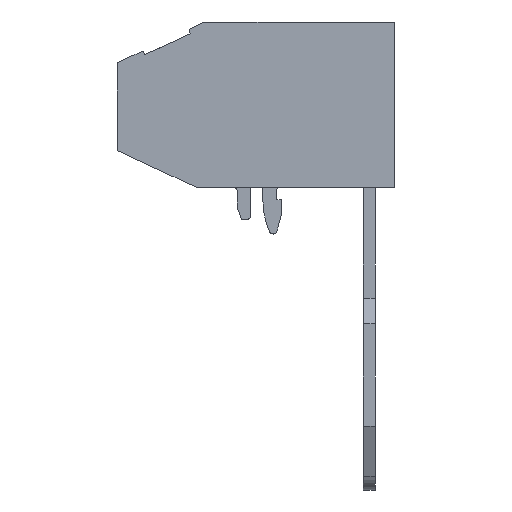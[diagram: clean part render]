
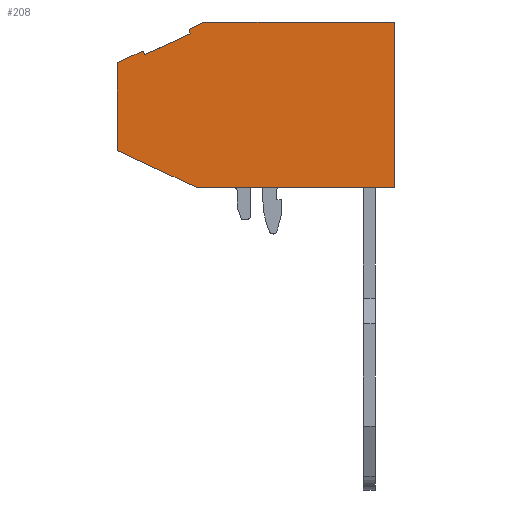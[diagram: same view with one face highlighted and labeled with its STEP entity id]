
A CAD part, left-side view. The second image highlights one B-rep face of the part: STEP entity #208.
In plain terms, the highlighted planar face has unit normal (-1, 0, 0).
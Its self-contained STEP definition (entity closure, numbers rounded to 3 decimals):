
#117=AXIS2_PLACEMENT_3D('Plane Axis2P3D',#114,#115,#116) ;
#163=AXIS2_PLACEMENT_3D('Circle Axis2P3D',#161,#162,$) ;
#191=AXIS2_PLACEMENT_3D('Circle Axis2P3D',#189,#190,$) ;
#65=CARTESIAN_POINT('Vertex',(0.675,34.7,42.5)) ;
#70=CARTESIAN_POINT('Line Origine',(0.675,34.7,48.)) ;
#74=CARTESIAN_POINT('Vertex',(0.675,34.7,53.5)) ;
#114=CARTESIAN_POINT('Axis2P3D Location',(0.675,0.,48.)) ;
#119=CARTESIAN_POINT('Line Origine',(0.675,33.214,54.193)) ;
#123=CARTESIAN_POINT('Vertex',(0.675,31.728,54.886)) ;
#126=CARTESIAN_POINT('Line Origine',(0.675,29.768,40.2)) ;
#130=CARTESIAN_POINT('Vertex',(0.675,24.835,37.9)) ;
#133=CARTESIAN_POINT('Line Origine',(0.675,12.418,37.9)) ;
#137=CARTESIAN_POINT('Vertex',(0.675,0.,37.9)) ;
#140=CARTESIAN_POINT('Line Origine',(0.675,0.,48.25)) ;
#144=CARTESIAN_POINT('Vertex',(0.675,0.,58.6)) ;
#147=CARTESIAN_POINT('Line Origine',(0.675,11.882,58.6)) ;
#151=CARTESIAN_POINT('Vertex',(0.675,23.763,58.6)) ;
#154=CARTESIAN_POINT('Line Origine',(0.675,24.664,58.18)) ;
#158=CARTESIAN_POINT('Vertex',(0.675,25.565,57.76)) ;
#161=CARTESIAN_POINT('Axis2P3D Location',(0.675,25.459,57.533)) ;
#165=CARTESIAN_POINT('Vertex',(0.675,25.686,57.427)) ;
#168=CARTESIAN_POINT('Line Origine',(0.675,25.623,57.291)) ;
#172=CARTESIAN_POINT('Vertex',(0.675,25.559,57.156)) ;
#175=CARTESIAN_POINT('Line Origine',(0.675,28.414,55.824)) ;
#179=CARTESIAN_POINT('Vertex',(0.675,31.269,54.493)) ;
#182=CARTESIAN_POINT('Line Origine',(0.675,31.332,54.629)) ;
#186=CARTESIAN_POINT('Vertex',(0.675,31.396,54.765)) ;
#189=CARTESIAN_POINT('Axis2P3D Location',(0.675,31.622,54.659)) ;
#71=DIRECTION('Vector Direction',(0.,0.,1.)) ;
#115=DIRECTION('Axis2P3D Direction',(1.,0.,0.)) ;
#116=DIRECTION('Axis2P3D XDirection',(0.,0.,-1.)) ;
#120=DIRECTION('Vector Direction',(0.,0.906,-0.423)) ;
#127=DIRECTION('Vector Direction',(0.,0.906,0.423)) ;
#134=DIRECTION('Vector Direction',(0.,-1.,0.)) ;
#141=DIRECTION('Vector Direction',(0.,0.,-1.)) ;
#148=DIRECTION('Vector Direction',(0.,-1.,0.)) ;
#155=DIRECTION('Vector Direction',(0.,0.906,-0.423)) ;
#162=DIRECTION('Axis2P3D Direction',(1.,0.,0.)) ;
#169=DIRECTION('Vector Direction',(0.,0.423,0.906)) ;
#176=DIRECTION('Vector Direction',(0.,-0.906,0.423)) ;
#183=DIRECTION('Vector Direction',(0.,-0.423,-0.906)) ;
#190=DIRECTION('Axis2P3D Direction',(1.,0.,0.)) ;
#72=VECTOR('Line Direction',#71,1.) ;
#121=VECTOR('Line Direction',#120,1.) ;
#128=VECTOR('Line Direction',#127,1.) ;
#135=VECTOR('Line Direction',#134,1.) ;
#142=VECTOR('Line Direction',#141,1.) ;
#149=VECTOR('Line Direction',#148,1.) ;
#156=VECTOR('Line Direction',#155,1.) ;
#170=VECTOR('Line Direction',#169,1.) ;
#177=VECTOR('Line Direction',#176,1.) ;
#184=VECTOR('Line Direction',#183,1.) ;
#195=ORIENTED_EDGE('',*,*,#125,.F.) ;
#196=ORIENTED_EDGE('',*,*,#76,.F.) ;
#197=ORIENTED_EDGE('',*,*,#132,.F.) ;
#198=ORIENTED_EDGE('',*,*,#139,.F.) ;
#199=ORIENTED_EDGE('',*,*,#146,.F.) ;
#200=ORIENTED_EDGE('',*,*,#153,.F.) ;
#201=ORIENTED_EDGE('',*,*,#160,.F.) ;
#202=ORIENTED_EDGE('',*,*,#167,.F.) ;
#203=ORIENTED_EDGE('',*,*,#174,.F.) ;
#204=ORIENTED_EDGE('',*,*,#181,.F.) ;
#205=ORIENTED_EDGE('',*,*,#188,.F.) ;
#206=ORIENTED_EDGE('',*,*,#193,.F.) ;
#208=ADVANCED_FACE('MLD-WZAD240',(#207),#118,.F.) ;
#164=CIRCLE('generated circle',#163,0.25) ;
#192=CIRCLE('generated circle',#191,0.25) ;
#76=EDGE_CURVE('',#66,#75,#73,.T.) ;
#125=EDGE_CURVE('',#75,#124,#122,.F.) ;
#132=EDGE_CURVE('',#131,#66,#129,.T.) ;
#139=EDGE_CURVE('',#138,#131,#136,.F.) ;
#146=EDGE_CURVE('',#145,#138,#143,.T.) ;
#153=EDGE_CURVE('',#152,#145,#150,.T.) ;
#160=EDGE_CURVE('',#159,#152,#157,.F.) ;
#167=EDGE_CURVE('',#166,#159,#164,.T.) ;
#174=EDGE_CURVE('',#173,#166,#171,.T.) ;
#181=EDGE_CURVE('',#180,#173,#178,.T.) ;
#188=EDGE_CURVE('',#187,#180,#185,.T.) ;
#193=EDGE_CURVE('',#124,#187,#192,.T.) ;
#194=EDGE_LOOP('',(#195,#196,#197,#198,#199,#200,#201,#202,#203,#204,#205,#206)) ;
#207=FACE_OUTER_BOUND('',#194,.T.) ;
#73=LINE('Line',#70,#72) ;
#122=LINE('Line',#119,#121) ;
#129=LINE('Line',#126,#128) ;
#136=LINE('Line',#133,#135) ;
#143=LINE('Line',#140,#142) ;
#150=LINE('Line',#147,#149) ;
#157=LINE('Line',#154,#156) ;
#171=LINE('Line',#168,#170) ;
#178=LINE('Line',#175,#177) ;
#185=LINE('Line',#182,#184) ;
#118=PLANE('',#117) ;
#66=VERTEX_POINT('',#65) ;
#75=VERTEX_POINT('',#74) ;
#124=VERTEX_POINT('',#123) ;
#131=VERTEX_POINT('',#130) ;
#138=VERTEX_POINT('',#137) ;
#145=VERTEX_POINT('',#144) ;
#152=VERTEX_POINT('',#151) ;
#159=VERTEX_POINT('',#158) ;
#166=VERTEX_POINT('',#165) ;
#173=VERTEX_POINT('',#172) ;
#180=VERTEX_POINT('',#179) ;
#187=VERTEX_POINT('',#186) ;
